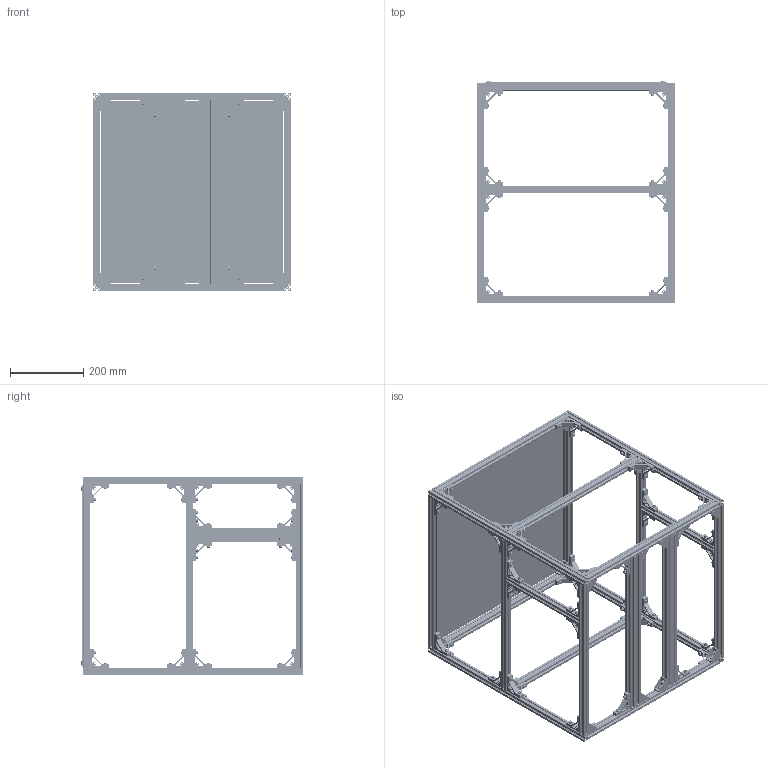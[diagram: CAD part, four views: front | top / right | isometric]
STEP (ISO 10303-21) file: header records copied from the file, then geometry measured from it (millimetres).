
FILE_DESCRIPTION(('CAx-IF Rec.Pracs.---Model Styling and Organization---1.2---2011-12-15','CAx-IF Rec.Pracs.---Geometric and Assembly Validation Properties---4.1---2014-06-16','CAx-IF Rec.Pracs.---PMI Polyline Presentation---2.0---2013-05-24'),'2;1');
FILE_NAME('model.stp','2021-07-01T10:02:47+09:00',(''),(''),'STEP Interface 2017 Sp2 by CT CoreTechnologie','3D_Kernel_IO2017 Sp2 by CT CoreTechnologie','');
FILE_SCHEMA(('AP203_CONFIGURATION_CONTROLLED_3D_DESIGN_OF_MECHANICAL_PARTS_AND_ASSEMBLIES_MIM_LF'));
Length unit declared in the file: millimetre
Products named in the file (72): model; HFS5-2020-500; HFS5-2020-600; HBLFSN5-SET(1); HBLFSN5; HNTT5-5; CBM5-10; HBLFSN5-SET(2); HBLFSN5-C-SET(1); HBLFSN5-C-SET(2); HBKUS5-SET(1); HBKUS5; CBM5-14; HBKUS5-SET(2); HBKUS5-SET(3); HBKUS5-SET(4); HBKUS5-SET(5); HBKUS5-SET(6); HBKUS5-SET(7); HBKUS5-SET(8); HBKUS5-SET(9); HBKUS5-SET(10); HBKUS5-SET(11); HBKUS5-SET(12); HBKUS5-SET(13); HBKUS5-SET(14); HBKUS5-SET(15); HBKUS5-SET(16); HBKUS5-SET(17); HBKUS5-SET(18); HBKUS5-SET(19); HBKUS5-SET(20); HBKUS5-SET(21); HBKUS5-SET(22); HBKUS5-SET(23); HBKUS5-SET(24); HBKUS5-SET(25); HBKUS5-SET(26); HBLFSN5-C-SET(3); HBLFSN5-SET(3) ...
Assembly tree (385 placements, depth 3):
  model
    HFS5-2020-500  x12
    HFS5-2020-600  x4
    HBLFSN5-SET(1)
      HBLFSN5
      HNTT5-5  x2
      CBM5-10  x2
    HBLFSN5-SET(2)
      HBLFSN5
      HNTT5-5  x2
      CBM5-10  x2
    HBLFSN5-C-SET(1)
      HBLFSN5
      HNTT5-5  x2
      CBM5-10  x2
    HBLFSN5-C-SET(2)
      HBLFSN5
      HNTT5-5  x2
      CBM5-10  x2
    HBKUS5-SET(1)
      HBKUS5
      HNTT5-5  x2
      CBM5-14  x2
    HBKUS5-SET(2)
      HBKUS5
      HNTT5-5  x2
      CBM5-14  x2
    HBKUS5-SET(3)
      HBKUS5
      HNTT5-5  x2
      CBM5-14  x2
    HBKUS5-SET(4)
      HBKUS5
      HNTT5-5  x2
      CBM5-14  x2
    HBKUS5-SET(5)
      HBKUS5
      HNTT5-5  x2
      CBM5-14  x2
    HBKUS5-SET(6)
      HBKUS5
      HNTT5-5  x2
      CBM5-14  x2
    HBKUS5-SET(7)
      HBKUS5
      HNTT5-5  x2
      CBM5-14  x2
    HBKUS5-SET(8)
      HBKUS5
      HNTT5-5  x2
      CBM5-14  x2
    HBKUS5-SET(9)
      HBKUS5
      HNTT5-5  x2
      CBM5-14  x2
    HBKUS5-SET(10)
      HBKUS5
      HNTT5-5  x2
      CBM5-14  x2
    HBKUS5-SET(11)
Bounding box: 540 x 606.05 x 540 mm (x, y, z)
Volume: 3407714.1 mm3; surface area: 2804405.6 mm2
Topology: 325 solids, 325 shells, 52558 faces, 118432 edges, 66440 vertices
Faces by surface type: plane 52558
Entity records: 50302 total; most frequent: CARTESIAN_POINT 8425, DIRECTION 8172, ORIENTED_EDGE 8016, VECTOR 4008, LINE 4008, EDGE_CURVE 4008, VERTEX_POINT 2335, AXIS2_PLACEMENT_3D 2082
